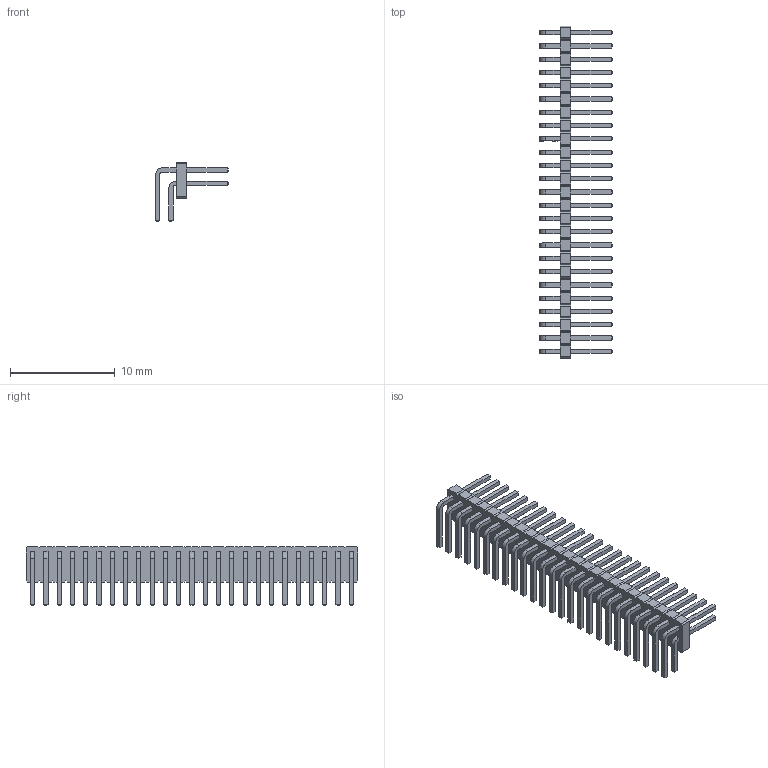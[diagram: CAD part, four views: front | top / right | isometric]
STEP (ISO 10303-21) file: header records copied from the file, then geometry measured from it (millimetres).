
FILE_DESCRIPTION(/* description */ ('model of Pin_Header_Angled_2x25_Pitch1.27mm'),/* implementation_level */ '2;1');
FILE_NAME(/* name */ 'Pin_Header_Angled_2x25_Pitch1.27mm.step',/* time_stamp */ '2017-06-29T10:00:01',/* author */ ('kicad StepUp','ksu'),/* organization */ ('FreeCAD'),/* preprocessor_version */ 'OCC',/* originating_system */ 'kicad StepUp',/* authorisation */ '');
FILE_SCHEMA(('AUTOMOTIVE_DESIGN_CC2 { 1 2 10303 214 -1 1 5 4 }'));
Length unit declared in the file: millimetre
Products named in the file (1): Pin_Header_Angled_2x25_Pitch127mm
Bounding box: 6.97 x 31.75 x 5.63 mm (x, y, z)
Volume: 180.3 mm3; surface area: 1016.8 mm2
Topology: 1 solids, 1 shells, 1254 faces, 3056 edges, 1904 vertices
Faces by surface type: plane 1154, cylinder 100
Entity records: 44431 total; most frequent: CARTESIAN_POINT 6215, ORIENTED_EDGE 6112, DIRECTION 5766, EDGE_CURVE 3056, LINE 2856, VECTOR 2856, VERTEX_POINT 1904, AXIS2_PLACEMENT_3D 1455
